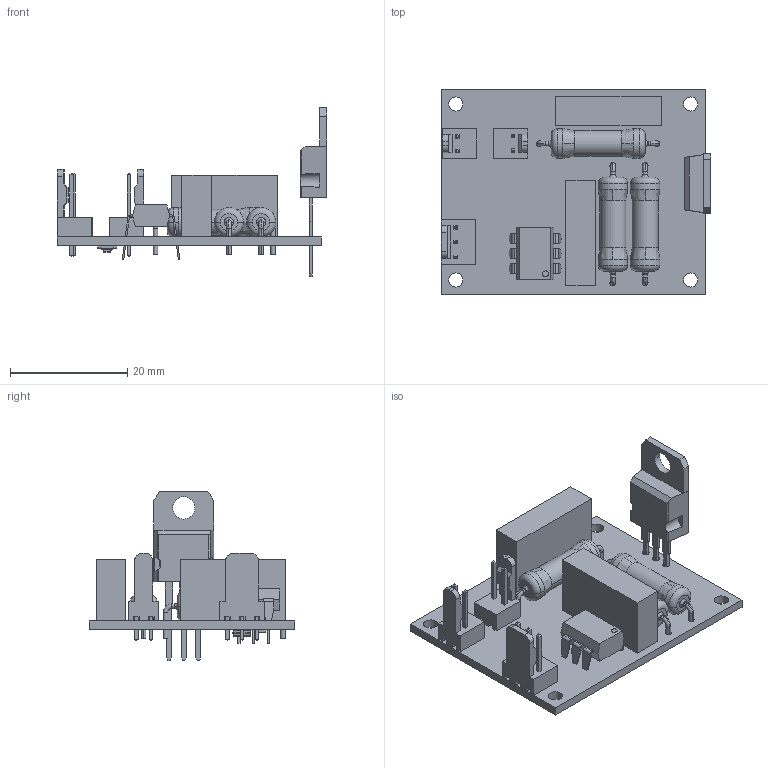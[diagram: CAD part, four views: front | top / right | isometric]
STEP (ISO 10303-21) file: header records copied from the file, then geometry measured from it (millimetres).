
FILE_DESCRIPTION(('Open CASCADE Model'),'2;1');
FILE_NAME('Open CASCADE Shape Model','2021-05-15T17:21:18',('Author'),( 'Open CASCADE'),'Open CASCADE STEP processor 6.8','Open CASCADE 6.8' ,'Unknown');
FILE_SCHEMA(('AUTOMOTIVE_DESIGN { 1 0 10303 214 1 1 1 1 }'));
Length unit declared in the file: millimetre
Products named in the file (1): PCB
Bounding box: 45.95 x 35 x 28.8 mm (x, y, z)
Volume: 5337.9 mm3; surface area: 7750.9 mm2
Topology: 27 solids, 247 shells, 797 faces, 2402 edges, 1874 vertices
Faces by surface type: plane 522, cylinder 179, bspline 52, torus 36, sphere 8
Full cylindrical faces by diameter (mm): 0.7 x3, 0.74 x6, 1 x10, 1.1 x4, 1.2 x3, 2.4 x4
Entity records: 31894 total; most frequent: CARTESIAN_POINT 8876, DIRECTION 4096, ORIENTED_EDGE 3750, EDGE_CURVE 2386, VERTEX_POINT 1874, LINE 1820, VECTOR 1820, AXIS2_PLACEMENT_3D 1138
